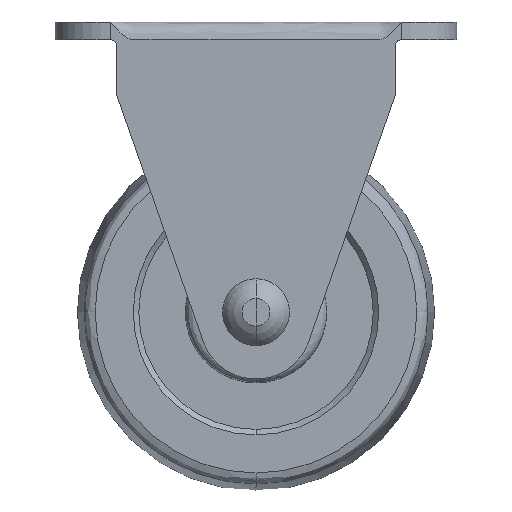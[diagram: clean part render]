
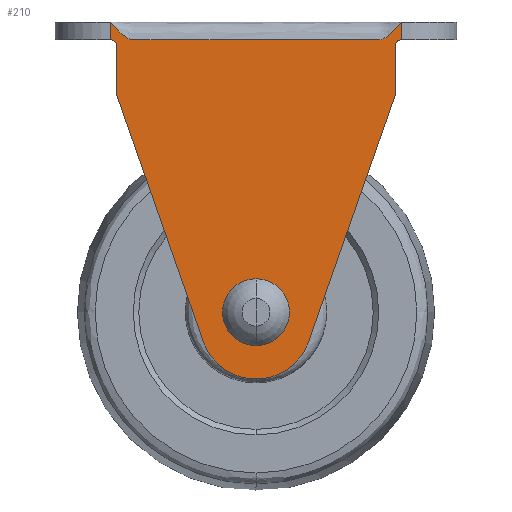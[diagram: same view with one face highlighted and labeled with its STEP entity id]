
A CAD part, front view. The second image highlights one B-rep face of the part: STEP entity #210.
In plain terms, the highlighted planar face has unit normal (0, -1, 0).
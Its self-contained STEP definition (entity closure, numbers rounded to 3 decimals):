
#210=ADVANCED_FACE('',(#861,#862),#860,.T.);
#860=PLANE('',#1770);
#861=FACE_OUTER_BOUND('',#1771,.T.);
#862=FACE_BOUND('',#1772,.T.);
#1767=CARTESIAN_POINT('',(-15.6,-10.,29.2));
#1768=DIRECTION('',(0.,-1.,0.));
#1769=DIRECTION('',(0.,0.,-1.));
#1770=AXIS2_PLACEMENT_3D('',#1767,#1768,#1769);
#1771=EDGE_LOOP('',(#2263,#2264,#2265,#2266,#2267,#2268,#2269,#2270,#2271,#2272));
#1772=EDGE_LOOP('',(#2273,#2274));
#2263=ORIENTED_EDGE('',*,*,#2521,.T.);
#2264=ORIENTED_EDGE('',*,*,#2519,.T.);
#2265=ORIENTED_EDGE('',*,*,#2522,.F.);
#2266=ORIENTED_EDGE('',*,*,#2520,.T.);
#2267=ORIENTED_EDGE('',*,*,#2502,.F.);
#2268=ORIENTED_EDGE('',*,*,#2489,.F.);
#2269=ORIENTED_EDGE('',*,*,#2492,.T.);
#2270=ORIENTED_EDGE('',*,*,#2496,.F.);
#2271=ORIENTED_EDGE('',*,*,#2501,.T.);
#2272=ORIENTED_EDGE('',*,*,#2477,.T.);
#2273=ORIENTED_EDGE('',*,*,#2523,.F.);
#2274=ORIENTED_EDGE('',*,*,#2524,.F.);
#2477=EDGE_CURVE('',#3299,#3048,#3300,.T.);
#2489=EDGE_CURVE('',#3372,#3379,#3380,.T.);
#2492=EDGE_CURVE('',#3372,#3393,#3400,.T.);
#2496=EDGE_CURVE('',#3419,#3393,#3426,.T.);
#2501=EDGE_CURVE('',#3419,#3299,#3458,.T.);
#2502=EDGE_CURVE('',#3379,#3464,#3465,.T.);
#2519=EDGE_CURVE('',#3123,#3116,#3573,.T.);
#2520=EDGE_CURVE('',#3069,#3464,#3579,.T.);
#2521=EDGE_CURVE('',#3048,#3123,#3585,.T.);
#2522=EDGE_CURVE('',#3069,#3116,#3591,.T.);
#2523=EDGE_CURVE('',#3597,#3598,#3599,.T.);
#2524=EDGE_CURVE('',#3598,#3597,#3605,.T.);
#3048=VERTEX_POINT('',#4132);
#3069=VERTEX_POINT('',#4145);
#3116=VERTEX_POINT('',#4176);
#3123=VERTEX_POINT('',#4181);
#3299=VERTEX_POINT('',#4309);
#3300=(BOUNDED_CURVE() B_SPLINE_CURVE(2,(#4310,#4311,#4312),.UNSPECIFIED.,.F.,.F.) B_SPLINE_CURVE_WITH_KNOTS((3,3),(0.,0.001),.UNSPECIFIED.) CURVE() GEOMETRIC_REPRESENTATION_ITEM() RATIONAL_B_SPLINE_CURVE((1.,0.707,1.)) REPRESENTATION_ITEM('') );
#3372=VERTEX_POINT('',#4349);
#3379=VERTEX_POINT('',#4353);
#3380=LINE('',#4354,#4355);
#3393=VERTEX_POINT('',#4361);
#3400=CIRCLE('',#4368,5.);
#3419=VERTEX_POINT('',#4377);
#3426=LINE('',#4381,#4382);
#3458=LINE('',#4400,#4401);
#3464=VERTEX_POINT('',#4403);
#3465=LINE('',#4404,#4405);
#3573=(BOUNDED_CURVE() B_SPLINE_CURVE(3,(#4464,#4465,#4466,#4467,#4468,#4469,#4470,#4471,#4472,#4473),.UNSPECIFIED.,.F.,.F.) B_SPLINE_CURVE_WITH_KNOTS((4,3,3,4),(0.,0.077,0.923,1.),.UNSPECIFIED.) CURVE() GEOMETRIC_REPRESENTATION_ITEM() RATIONAL_B_SPLINE_CURVE((1.,1.,1.,1.,1.,1.,1.,1.,1.,1.)) REPRESENTATION_ITEM('') );
#3579=(BOUNDED_CURVE() B_SPLINE_CURVE(2,(#4474,#4475,#4476),.UNSPECIFIED.,.F.,.F.) B_SPLINE_CURVE_WITH_KNOTS((3,3),(0.,0.001),.UNSPECIFIED.) CURVE() GEOMETRIC_REPRESENTATION_ITEM() RATIONAL_B_SPLINE_CURVE((1.,0.707,1.)) REPRESENTATION_ITEM('') );
#3585=LINE('',#4477,#4478);
#3591=LINE('',#4480,#4481);
#3597=VERTEX_POINT('',#4483);
#3598=VERTEX_POINT('',#4484);
#3599=CIRCLE('',#4488,2.4);
#3605=CIRCLE('',#4492,2.4);
#4132=CARTESIAN_POINT('',(13.,-10.,24.4));
#4145=CARTESIAN_POINT('',(-13.,-10.,24.4));
#4176=CARTESIAN_POINT('',(-13.,-10.,26.));
#4181=CARTESIAN_POINT('',(13.,-10.,26.));
#4309=CARTESIAN_POINT('',(12.5,-10.,23.9));
#4310=CARTESIAN_POINT('',(12.5,-10.,23.9));
#4311=CARTESIAN_POINT('',(12.5,-10.,24.4));
#4312=CARTESIAN_POINT('',(13.,-10.,24.4));
#4349=CARTESIAN_POINT('',(-4.717,-10.,-2.657));
#4353=CARTESIAN_POINT('',(-12.5,-10.,19.5));
#4354=CARTESIAN_POINT('',(-4.717,-10.,-2.657));
#4355=VECTOR('',#4356,23.484);
#4356=DIRECTION('',(-0.331,0.,0.943));
#4361=CARTESIAN_POINT('',(4.717,-10.,-2.657));
#4365=CARTESIAN_POINT('',(0.,-10.,-1.));
#4366=DIRECTION('',(0.,-1.,0.));
#4367=DIRECTION('',(0.943,0.,-0.331));
#4368=AXIS2_PLACEMENT_3D('',#4365,#4366,#4367);
#4377=CARTESIAN_POINT('',(12.5,-10.,19.5));
#4381=CARTESIAN_POINT('',(12.5,-10.,19.5));
#4382=VECTOR('',#4383,23.484);
#4383=DIRECTION('',(-0.331,0.,-0.943));
#4400=CARTESIAN_POINT('',(12.5,-10.,19.5));
#4401=VECTOR('',#4402,4.4);
#4402=DIRECTION('',(0.,0.,1.));
#4403=CARTESIAN_POINT('',(-12.5,-10.,23.9));
#4404=CARTESIAN_POINT('',(-12.5,-10.,19.5));
#4405=VECTOR('',#4406,4.4);
#4406=DIRECTION('',(0.,0.,1.));
#4464=CARTESIAN_POINT('',(13.,-10.,26.));
#4465=CARTESIAN_POINT('',(12.333,-10.,25.2));
#4466=CARTESIAN_POINT('',(11.667,-10.,24.4));
#4467=CARTESIAN_POINT('',(11.,-10.,24.4));
#4468=CARTESIAN_POINT('',(3.667,-10.,24.4));
#4469=CARTESIAN_POINT('',(-3.667,-10.,24.4));
#4470=CARTESIAN_POINT('',(-11.,-10.,24.4));
#4471=CARTESIAN_POINT('',(-11.667,-10.,24.4));
#4472=CARTESIAN_POINT('',(-12.333,-10.,25.2));
#4473=CARTESIAN_POINT('',(-13.,-10.,26.));
#4474=CARTESIAN_POINT('',(-13.,-10.,24.4));
#4475=CARTESIAN_POINT('',(-12.5,-10.,24.4));
#4476=CARTESIAN_POINT('',(-12.5,-10.,23.9));
#4477=CARTESIAN_POINT('',(13.,-10.,24.4));
#4478=VECTOR('',#4479,1.6);
#4479=DIRECTION('',(0.,0.,1.));
#4480=CARTESIAN_POINT('',(-13.,-10.,24.4));
#4481=VECTOR('',#4482,1.6);
#4482=DIRECTION('',(0.,0.,1.));
#4483=CARTESIAN_POINT('',(0.,-10.,-2.4));
#4484=CARTESIAN_POINT('',(0.,-10.,2.4));
#4485=CARTESIAN_POINT('',(0.,-10.,0.));
#4486=DIRECTION('',(0.,-1.,0.));
#4487=DIRECTION('',(0.,0.,1.));
#4488=AXIS2_PLACEMENT_3D('',#4485,#4486,#4487);
#4489=CARTESIAN_POINT('',(0.,-10.,0.));
#4490=DIRECTION('',(0.,-1.,0.));
#4491=DIRECTION('',(0.,0.,1.));
#4492=AXIS2_PLACEMENT_3D('',#4489,#4490,#4491);
